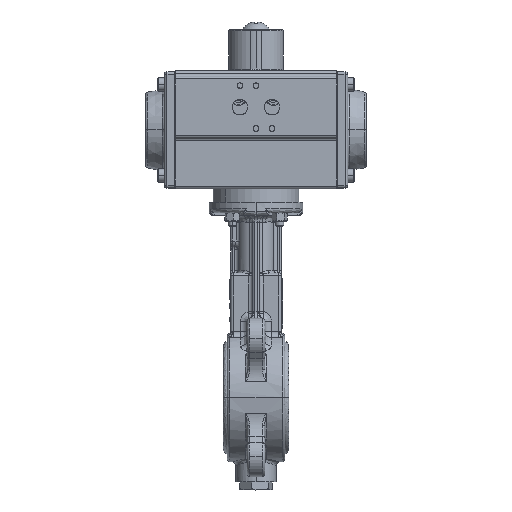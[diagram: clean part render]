
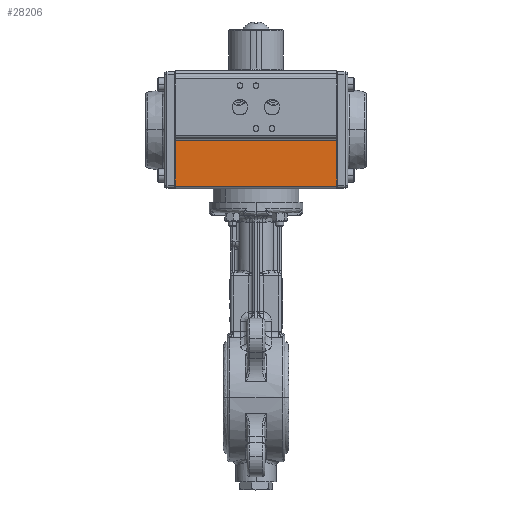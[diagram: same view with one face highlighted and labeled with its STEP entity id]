
A CAD part, top view. The second image highlights one B-rep face of the part: STEP entity #28206.
In plain terms, the highlighted planar face has unit normal (0, 0, -1).
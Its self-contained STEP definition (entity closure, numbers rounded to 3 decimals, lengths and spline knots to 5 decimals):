
#1277 = DIRECTION ( 'NONE',  ( -1., 0., 0. ) ) ;
#6164 = CARTESIAN_POINT ( 'NONE',  ( -0.10907, 0.10269, 0.27633 ) ) ;
#9660 = DIRECTION ( 'NONE',  ( 0., 1., 0. ) ) ;
#9962 = ORIENTED_EDGE ( 'NONE', *, *, #22937, .T. ) ;
#14258 = VECTOR ( 'NONE', #91066, 1. ) ;
#15717 = VERTEX_POINT ( 'NONE', #37191 ) ;
#17484 = DIRECTION ( 'NONE',  ( 0., 1., 0. ) ) ;
#17615 = FACE_OUTER_BOUND ( 'NONE', #71393, .T. ) ;
#22937 = EDGE_CURVE ( 'NONE', #87739, #73786, #77756, .T. ) ;
#26575 = PLANE ( 'NONE',  #91467 ) ;
#28206 = ADVANCED_FACE ( 'NONE', ( #17615 ), #26575, .T. ) ;
#33361 = CARTESIAN_POINT ( 'NONE',  ( -0.10907, 0.13669, 0.27633 ) ) ;
#33863 = LINE ( 'NONE', #33361, #91418 ) ;
#37191 = CARTESIAN_POINT ( 'NONE',  ( 0.01193, 0.10269, 0.27633 ) ) ;
#46279 = EDGE_CURVE ( 'NONE', #15717, #87739, #77925, .T. ) ;
#47095 = CARTESIAN_POINT ( 'NONE',  ( -0.10907, 0.13669, 0.27633 ) ) ;
#48155 = VERTEX_POINT ( 'NONE', #60172 ) ;
#50787 = ORIENTED_EDGE ( 'NONE', *, *, #65584, .T. ) ;
#55090 = EDGE_CURVE ( 'NONE', #48155, #15717, #61160, .T. ) ;
#59721 = ORIENTED_EDGE ( 'NONE', *, *, #46279, .T. ) ;
#60172 = CARTESIAN_POINT ( 'NONE',  ( 0.01193, 0.13669, 0.27633 ) ) ;
#61160 = LINE ( 'NONE', #76094, #14258 ) ;
#63922 = DIRECTION ( 'NONE',  ( 0., 0., -1. ) ) ;
#64932 = VECTOR ( 'NONE', #17484, 1. ) ;
#65584 = EDGE_CURVE ( 'NONE', #73786, #48155, #33863, .T. ) ;
#69435 = VECTOR ( 'NONE', #1277, 1. ) ;
#71393 = EDGE_LOOP ( 'NONE', ( #50787, #88961, #59721, #9962 ) ) ;
#73786 = VERTEX_POINT ( 'NONE', #47095 ) ;
#76094 = CARTESIAN_POINT ( 'NONE',  ( 0.01193, 0.13669, 0.27633 ) ) ;
#77756 = LINE ( 'NONE', #79229, #64932 ) ;
#77925 = LINE ( 'NONE', #86405, #69435 ) ;
#79229 = CARTESIAN_POINT ( 'NONE',  ( -0.10907, 0.13669, 0.27633 ) ) ;
#80669 = DIRECTION ( 'NONE',  ( 1., 0., 0. ) ) ;
#85362 = CARTESIAN_POINT ( 'NONE',  ( -0.10907, 0.13669, 0.27633 ) ) ;
#86405 = CARTESIAN_POINT ( 'NONE',  ( -0.10907, 0.10269, 0.27633 ) ) ;
#87739 = VERTEX_POINT ( 'NONE', #6164 ) ;
#88961 = ORIENTED_EDGE ( 'NONE', *, *, #55090, .T. ) ;
#91066 = DIRECTION ( 'NONE',  ( 0., -1., 0. ) ) ;
#91418 = VECTOR ( 'NONE', #80669, 1. ) ;
#91467 = AXIS2_PLACEMENT_3D ( 'NONE', #85362, #63922, #9660 ) ;
